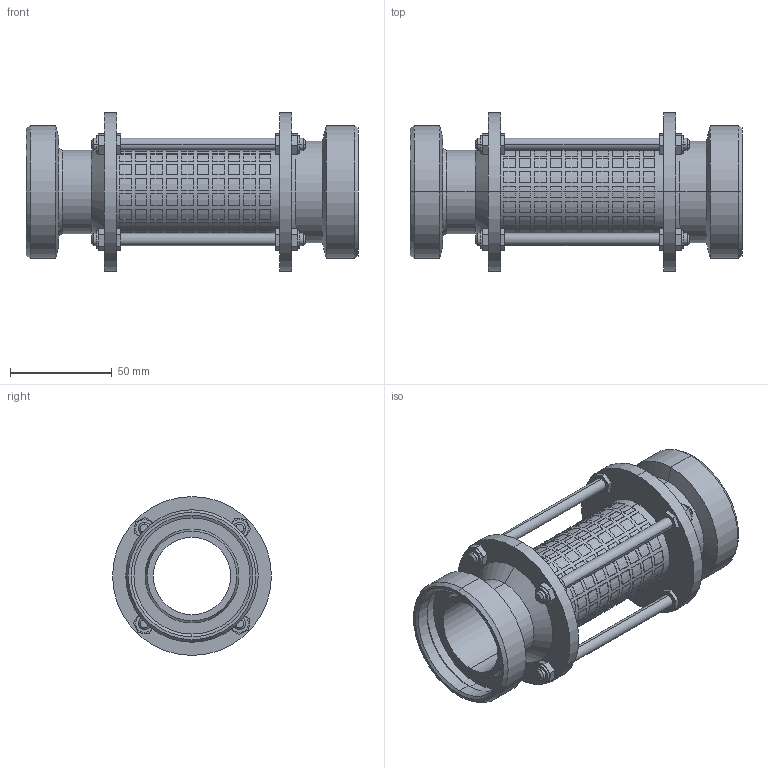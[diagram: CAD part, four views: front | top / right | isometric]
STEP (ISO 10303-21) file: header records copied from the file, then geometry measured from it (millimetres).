
FILE_DESCRIPTION (( 'STEP AP203' ), '1' );
FILE_NAME ('3D_M-7008_DN40_174601070.STEP', '2024-10-04T12:09:11', ( '' ), ( '' ), 'SwSTEP 2.0', 'SolidWorks 2024', '' );
FILE_SCHEMA (( 'CONFIG_CONTROL_DESIGN' ));
Length unit declared in the file: millimetre
Products named in the file (1): 3D_M-7008_DN40_174601070
Bounding box: 163 x 78 x 78 mm (x, y, z)
Volume: 141972 mm3; surface area: 90960.7 mm2
Topology: 9 solids, 9 shells, 1014 faces, 2940 edges, 1946 vertices
Faces by surface type: plane 876, cylinder 98, cone 40
Entity records: 34495 total; most frequent: DIRECTION 6004, CARTESIAN_POINT 5901, ORIENTED_EDGE 5880, EDGE_CURVE 2940, AXIS2_PLACEMENT_3D 2049, VERTEX_POINT 1946, LINE 1906, VECTOR 1906
